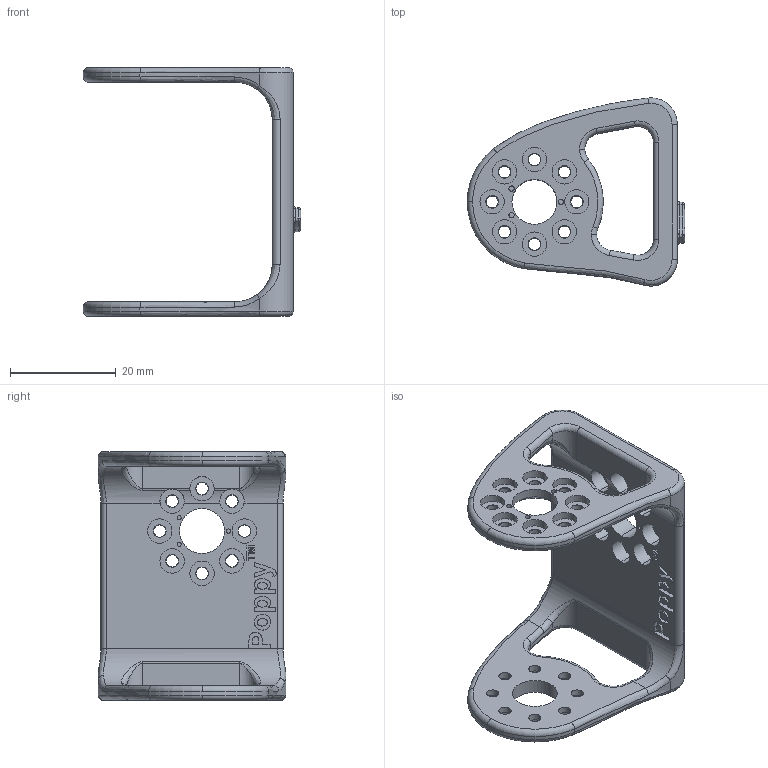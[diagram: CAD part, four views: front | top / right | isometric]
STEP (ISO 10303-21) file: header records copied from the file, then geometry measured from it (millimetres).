
FILE_DESCRIPTION (( 'STEP AP203' ), '1' );
FILE_NAME ('shoulder_MX-28_Right_sldprt.STEP', '2023-10-06T19:33:35', ( '' ), ( '' ), 'SwSTEP 2.0', 'SolidWorks 2023', '' );
FILE_SCHEMA (( 'CONFIG_CONTROL_DESIGN' ));
Length unit declared in the file: millimetre
Products named in the file (1): shoulder_MX-28_Right_sldprt
Bounding box: 41.1 x 35.5 x 47 mm (x, y, z)
Volume: 9014.4 mm3; surface area: 7721.9 mm2
Topology: 1 solids, 1 shells, 429 faces, 1036 edges, 643 vertices
Faces by surface type: cylinder 154, plane 99, bspline 75, cone 50, torus 45, sphere 6
Entity records: 16113 total; most frequent: CARTESIAN_POINT 6078, DIRECTION 2069, ORIENTED_EDGE 2064, EDGE_CURVE 1032, AXIS2_PLACEMENT_3D 828, VERTEX_POINT 642, EDGE_LOOP 524, CIRCLE 473
